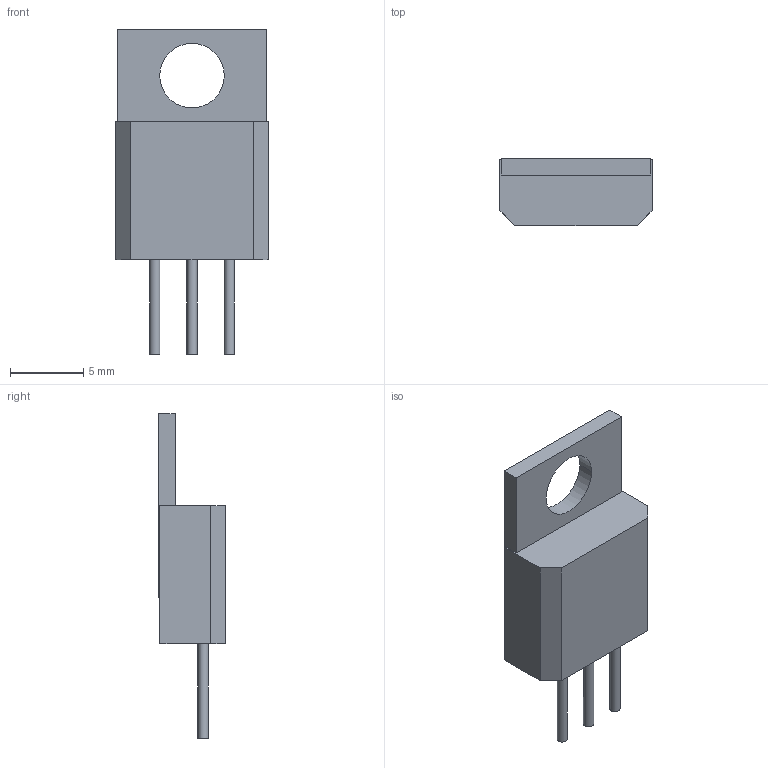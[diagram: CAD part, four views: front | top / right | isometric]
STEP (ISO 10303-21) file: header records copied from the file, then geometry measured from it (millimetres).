
FILE_DESCRIPTION(('STEP AP214'),'1');
FILE_NAME('TO-220','2018-04-09T12:39:28',(''),(''),'','','');
FILE_SCHEMA(('AUTOMOTIVE_DESIGN'));
Length unit declared in the file: millimetre
Products named in the file (1): product
Bounding box: 10.41 x 4.6 x 22.23 mm (x, y, z)
Volume: 7.7 mm3; surface area: 664 mm2
Topology: 3 solids, 26 shells, 32 faces, 107 edges, 104 vertices
Faces by surface type: plane 27, cylinder 5
Full cylindrical faces by diameter (mm): 0.711 x3
Entity records: 1324 total; most frequent: CARTESIAN_POINT 244, VERTEX_POINT 200, DIRECTION 188, ORIENTED_EDGE 110, EDGE_CURVE 104, LINE 92, VECTOR 92, AXIS2_PLACEMENT_3D 48
